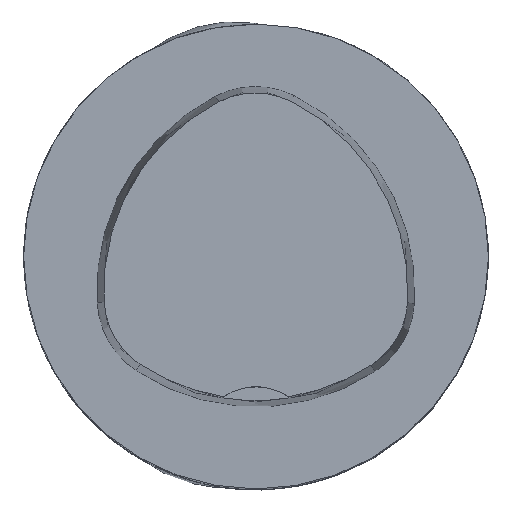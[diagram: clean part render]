
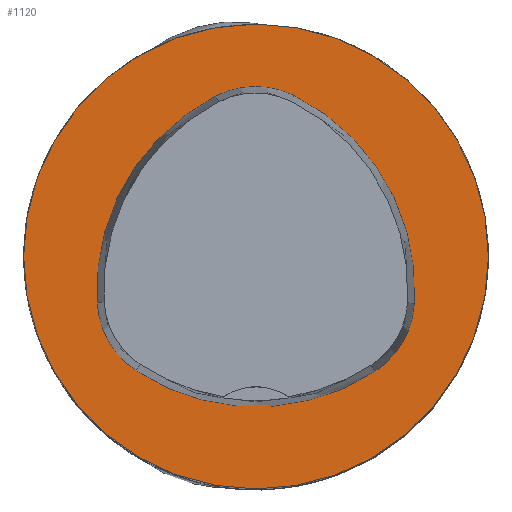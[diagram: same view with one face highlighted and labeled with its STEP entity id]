
A CAD part, top view. The second image highlights one B-rep face of the part: STEP entity #1120.
In plain terms, the highlighted planar face has unit normal (0, 0, 1).
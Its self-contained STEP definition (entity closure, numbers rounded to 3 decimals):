
#382=PLANE('',#7267);
#746=FACE_BOUND('',#1897,.T.);
#747=FACE_BOUND('',#1898,.T.);
#1120=ADVANCED_FACE('',(#746,#747),#382,.T.);
#1897=EDGE_LOOP('',(#4815,#4816,#4817,#4818,#4819,#4820));
#1898=EDGE_LOOP('',(#4821));
#4815=ORIENTED_EDGE('',*,*,#6507,.T.);
#4816=ORIENTED_EDGE('',*,*,#6487,.T.);
#4817=ORIENTED_EDGE('',*,*,#6491,.T.);
#4818=ORIENTED_EDGE('',*,*,#6494,.T.);
#4819=ORIENTED_EDGE('',*,*,#6497,.T.);
#4820=ORIENTED_EDGE('',*,*,#6505,.T.);
#4821=ORIENTED_EDGE('',*,*,#5616,.F.);
#4952=VERTEX_POINT('',#9341);
#5529=VERTEX_POINT('',#11945);
#5530=VERTEX_POINT('',#11946);
#5533=VERTEX_POINT('',#11954);
#5535=VERTEX_POINT('',#11960);
#5537=VERTEX_POINT('',#11966);
#5544=VERTEX_POINT('',#11987);
#5616=EDGE_CURVE('',#4952,#4952,#6550,.T.);
#6487=EDGE_CURVE('',#5529,#5530,#6684,.T.);
#6491=EDGE_CURVE('',#5530,#5533,#6686,.T.);
#6494=EDGE_CURVE('',#5533,#5535,#6688,.T.);
#6497=EDGE_CURVE('',#5535,#5537,#6690,.T.);
#6505=EDGE_CURVE('',#5537,#5544,#6694,.T.);
#6507=EDGE_CURVE('',#5544,#5529,#6696,.T.);
#6550=CIRCLE('',#6784,16.);
#6684=CIRCLE('',#7244,15.);
#6686=CIRCLE('',#7247,6.);
#6688=CIRCLE('',#7250,15.);
#6690=CIRCLE('',#7253,6.);
#6694=CIRCLE('',#7258,15.);
#6696=CIRCLE('',#7261,6.);
#6784=AXIS2_PLACEMENT_3D('',#9340,#7417,#7418);
#7244=AXIS2_PLACEMENT_3D('',#11944,#8804,#8805);
#7247=AXIS2_PLACEMENT_3D('',#11953,#8812,#8813);
#7250=AXIS2_PLACEMENT_3D('',#11959,#8819,#8820);
#7253=AXIS2_PLACEMENT_3D('',#11965,#8826,#8827);
#7258=AXIS2_PLACEMENT_3D('',#11988,#8838,#8839);
#7261=AXIS2_PLACEMENT_3D('',#11991,#8844,#8845);
#7267=AXIS2_PLACEMENT_3D('',#11997,#8856,#8857);
#7417=DIRECTION('',(0.,0.,-1.));
#7418=DIRECTION('',(-1.,0.,0.));
#8804=DIRECTION('',(0.,0.,-1.));
#8805=DIRECTION('',(-1.,0.,0.));
#8812=DIRECTION('',(0.,0.,-1.));
#8813=DIRECTION('',(-1.,0.,0.));
#8819=DIRECTION('',(0.,0.,-1.));
#8820=DIRECTION('',(-1.,0.,0.));
#8826=DIRECTION('',(0.,0.,-1.));
#8827=DIRECTION('',(-1.,0.,0.));
#8838=DIRECTION('',(0.,0.,-1.));
#8839=DIRECTION('',(-1.,0.,0.));
#8844=DIRECTION('',(0.,0.,-1.));
#8845=DIRECTION('',(-1.,0.,0.));
#8856=DIRECTION('',(0.,0.,1.));
#8857=DIRECTION('',(1.,0.,0.));
#9340=CARTESIAN_POINT('',(0.,0.,0.));
#9341=CARTESIAN_POINT('',(-16.,0.,0.));
#11944=CARTESIAN_POINT('',(4.048,-2.316,0.));
#11945=CARTESIAN_POINT('',(-10.926,-3.206,0.));
#11946=CARTESIAN_POINT('',(-2.774,11.043,0.));
#11953=CARTESIAN_POINT('',(-0.045,5.7,0.));
#11954=CARTESIAN_POINT('',(2.638,11.066,0.));
#11959=CARTESIAN_POINT('',(-4.07,-2.35,0.));
#11960=CARTESIAN_POINT('',(10.903,-3.249,0.));
#11965=CARTESIAN_POINT('',(4.914,-2.889,0.));
#11966=CARTESIAN_POINT('',(8.177,-7.924,0.));
#11987=CARTESIAN_POINT('',(-8.24,-7.859,0.));
#11988=CARTESIAN_POINT('',(0.019,4.663,0.));
#11991=CARTESIAN_POINT('',(-4.936,-2.85,0.));
#11997=CARTESIAN_POINT('',(0.,0.,0.));
